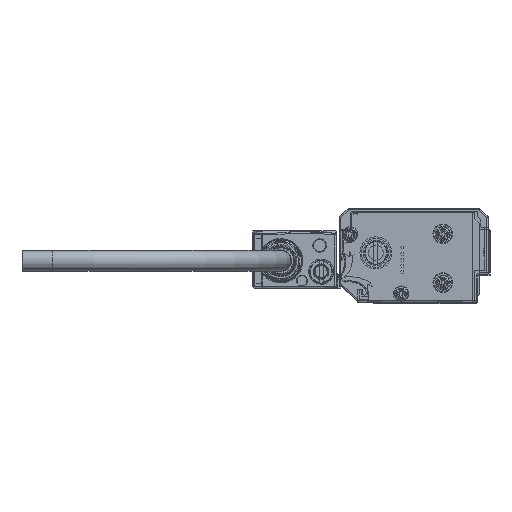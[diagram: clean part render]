
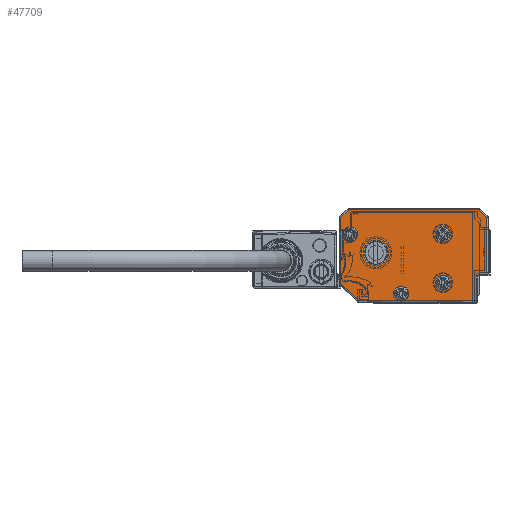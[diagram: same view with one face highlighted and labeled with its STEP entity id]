
A CAD part, left-side view. The second image highlights one B-rep face of the part: STEP entity #47709.
In plain terms, the highlighted planar face has unit normal (-1, 0, 0).
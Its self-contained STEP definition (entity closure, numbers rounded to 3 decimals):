
#47494=AXIS2_PLACEMENT_3D('Circle Axis2P3D',#47492,#47493,$) ;
#47522=AXIS2_PLACEMENT_3D('Circle Axis2P3D',#47520,#47521,$) ;
#47537=AXIS2_PLACEMENT_3D('Plane Axis2P3D',#47534,#47535,#47536) ;
#47541=AXIS2_PLACEMENT_3D('Circle Axis2P3D',#47539,#47540,$) ;
#47548=AXIS2_PLACEMENT_3D('Circle Axis2P3D',#47546,#47547,$) ;
#47555=AXIS2_PLACEMENT_3D('Circle Axis2P3D',#47553,#47554,$) ;
#47567=AXIS2_PLACEMENT_3D('Circle Axis2P3D',#47565,#47566,$) ;
#47639=AXIS2_PLACEMENT_3D('Circle Axis2P3D',#47637,#47638,$) ;
#47648=AXIS2_PLACEMENT_3D('Circle Axis2P3D',#47646,#47647,$) ;
#47657=AXIS2_PLACEMENT_3D('Circle Axis2P3D',#47655,#47656,$) ;
#47666=AXIS2_PLACEMENT_3D('Circle Axis2P3D',#47664,#47665,$) ;
#47675=AXIS2_PLACEMENT_3D('Circle Axis2P3D',#47673,#47674,$) ;
#47684=AXIS2_PLACEMENT_3D('Circle Axis2P3D',#47682,#47683,$) ;
#47693=AXIS2_PLACEMENT_3D('Circle Axis2P3D',#47691,#47692,$) ;
#47702=AXIS2_PLACEMENT_3D('Circle Axis2P3D',#47700,#47701,$) ;
#39574=CARTESIAN_POINT('Vertex',(-2173.,8.4,-1.)) ;
#39576=CARTESIAN_POINT('Vertex',(-2173.,7.,-1.)) ;
#39579=CARTESIAN_POINT('Line Origine',(-2173.,3.5,-1.)) ;
#39583=CARTESIAN_POINT('Vertex',(-2173.,21.793,-1.)) ;
#39595=CARTESIAN_POINT('Vertex',(-2173.,-17.,-1.)) ;
#39598=CARTESIAN_POINT('Line Origine',(-2173.,3.5,-1.)) ;
#47492=CARTESIAN_POINT('Axis2P3D Location',(-2173.,7.7,1.4)) ;
#47496=CARTESIAN_POINT('Vertex',(-2173.,5.2,1.4)) ;
#47517=CARTESIAN_POINT('Vertex',(-2173.,9.894,0.201)) ;
#47520=CARTESIAN_POINT('Axis2P3D Location',(-2173.,7.7,1.4)) ;
#47534=CARTESIAN_POINT('Axis2P3D Location',(-2173.,-21.5,13.5)) ;
#47539=CARTESIAN_POINT('Axis2P3D Location',(-2173.,7.7,1.4)) ;
#47543=CARTESIAN_POINT('Vertex',(-2173.,10.2,1.4)) ;
#47546=CARTESIAN_POINT('Axis2P3D Location',(-2173.,7.7,1.4)) ;
#47550=CARTESIAN_POINT('Vertex',(-2173.,5.506,2.599)) ;
#47553=CARTESIAN_POINT('Axis2P3D Location',(-2173.,7.7,1.4)) ;
#47558=CARTESIAN_POINT('Line Origine',(-2173.,-17.,3.1)) ;
#47562=CARTESIAN_POINT('Vertex',(-2173.,-17.,7.2)) ;
#47565=CARTESIAN_POINT('Axis2P3D Location',(-2173.,-18.,7.2)) ;
#47569=CARTESIAN_POINT('Vertex',(-2173.,-18.,8.2)) ;
#47572=CARTESIAN_POINT('Line Origine',(-2173.,-19.25,8.2)) ;
#47576=CARTESIAN_POINT('Vertex',(-2173.,-20.5,8.2)) ;
#47579=CARTESIAN_POINT('Line Origine',(-2173.,-20.5,17.246)) ;
#47583=CARTESIAN_POINT('Vertex',(-2173.,-20.5,26.293)) ;
#47586=CARTESIAN_POINT('Line Origine',(-2173.,-19.146,27.646)) ;
#47590=CARTESIAN_POINT('Vertex',(-2173.,-17.793,29.)) ;
#47593=CARTESIAN_POINT('Line Origine',(-2173.,3.5,29.)) ;
#47597=CARTESIAN_POINT('Vertex',(-2173.,24.793,29.)) ;
#47600=CARTESIAN_POINT('Line Origine',(-2173.,26.146,27.646)) ;
#47604=CARTESIAN_POINT('Vertex',(-2173.,27.5,26.293)) ;
#47607=CARTESIAN_POINT('Line Origine',(-2173.,27.5,15.5)) ;
#47611=CARTESIAN_POINT('Vertex',(-2173.,27.5,4.707)) ;
#47614=CARTESIAN_POINT('Line Origine',(-2173.,24.646,1.854)) ;
#47637=CARTESIAN_POINT('Axis2P3D Location',(-2173.,-6.,5.)) ;
#47641=CARTESIAN_POINT('Vertex',(-2173.,-3.806,3.801)) ;
#47643=CARTESIAN_POINT('Vertex',(-2173.,-8.194,6.199)) ;
#47646=CARTESIAN_POINT('Axis2P3D Location',(-2173.,-6.,5.)) ;
#47655=CARTESIAN_POINT('Axis2P3D Location',(-2173.,16.,14.8)) ;
#47659=CARTESIAN_POINT('Vertex',(-2173.,11.85,14.8)) ;
#47661=CARTESIAN_POINT('Vertex',(-2173.,20.15,14.8)) ;
#47664=CARTESIAN_POINT('Axis2P3D Location',(-2173.,16.,14.8)) ;
#47673=CARTESIAN_POINT('Axis2P3D Location',(-2173.,-6.,21.)) ;
#47677=CARTESIAN_POINT('Vertex',(-2173.,-8.194,22.199)) ;
#47679=CARTESIAN_POINT('Vertex',(-2173.,-3.806,19.801)) ;
#47682=CARTESIAN_POINT('Axis2P3D Location',(-2173.,-6.,21.)) ;
#47691=CARTESIAN_POINT('Axis2P3D Location',(-2173.,24.5,20.9)) ;
#47695=CARTESIAN_POINT('Vertex',(-2173.,22.306,22.099)) ;
#47697=CARTESIAN_POINT('Vertex',(-2173.,26.694,19.701)) ;
#47700=CARTESIAN_POINT('Axis2P3D Location',(-2173.,24.5,20.9)) ;
#39580=DIRECTION('Vector Direction',(0.,1.,0.)) ;
#39599=DIRECTION('Vector Direction',(0.,1.,0.)) ;
#47493=DIRECTION('Axis2P3D Direction',(-1.,0.,0.)) ;
#47521=DIRECTION('Axis2P3D Direction',(-1.,0.,0.)) ;
#47535=DIRECTION('Axis2P3D Direction',(1.,0.,0.)) ;
#47536=DIRECTION('Axis2P3D XDirection',(0.,1.,0.)) ;
#47540=DIRECTION('Axis2P3D Direction',(1.,0.,0.)) ;
#47547=DIRECTION('Axis2P3D Direction',(1.,0.,0.)) ;
#47554=DIRECTION('Axis2P3D Direction',(1.,0.,0.)) ;
#47559=DIRECTION('Vector Direction',(0.,0.,1.)) ;
#47566=DIRECTION('Axis2P3D Direction',(1.,0.,0.)) ;
#47573=DIRECTION('Vector Direction',(0.,-1.,0.)) ;
#47580=DIRECTION('Vector Direction',(0.,0.,1.)) ;
#47587=DIRECTION('Vector Direction',(0.,-0.707,-0.707)) ;
#47594=DIRECTION('Vector Direction',(0.,1.,0.)) ;
#47601=DIRECTION('Vector Direction',(0.,0.707,-0.707)) ;
#47608=DIRECTION('Vector Direction',(0.,0.,-1.)) ;
#47615=DIRECTION('Vector Direction',(0.,-0.707,-0.707)) ;
#47638=DIRECTION('Axis2P3D Direction',(1.,0.,0.)) ;
#47647=DIRECTION('Axis2P3D Direction',(1.,0.,0.)) ;
#47656=DIRECTION('Axis2P3D Direction',(1.,0.,0.)) ;
#47665=DIRECTION('Axis2P3D Direction',(1.,0.,0.)) ;
#47674=DIRECTION('Axis2P3D Direction',(1.,0.,0.)) ;
#47683=DIRECTION('Axis2P3D Direction',(1.,0.,0.)) ;
#47692=DIRECTION('Axis2P3D Direction',(1.,0.,0.)) ;
#47701=DIRECTION('Axis2P3D Direction',(1.,0.,0.)) ;
#39581=VECTOR('Line Direction',#39580,1.) ;
#39600=VECTOR('Line Direction',#39599,1.) ;
#47560=VECTOR('Line Direction',#47559,1.) ;
#47574=VECTOR('Line Direction',#47573,1.) ;
#47581=VECTOR('Line Direction',#47580,1.) ;
#47588=VECTOR('Line Direction',#47587,1.) ;
#47595=VECTOR('Line Direction',#47594,1.) ;
#47602=VECTOR('Line Direction',#47601,1.) ;
#47609=VECTOR('Line Direction',#47608,1.) ;
#47616=VECTOR('Line Direction',#47615,1.) ;
#47620=ORIENTED_EDGE('',*,*,#47524,.T.) ;
#47621=ORIENTED_EDGE('',*,*,#47545,.T.) ;
#47622=ORIENTED_EDGE('',*,*,#47552,.T.) ;
#47623=ORIENTED_EDGE('',*,*,#47557,.T.) ;
#47624=ORIENTED_EDGE('',*,*,#47498,.T.) ;
#47625=ORIENTED_EDGE('',*,*,#39602,.F.) ;
#47626=ORIENTED_EDGE('',*,*,#47564,.F.) ;
#47627=ORIENTED_EDGE('',*,*,#47571,.F.) ;
#47628=ORIENTED_EDGE('',*,*,#47578,.F.) ;
#47629=ORIENTED_EDGE('',*,*,#47585,.F.) ;
#47630=ORIENTED_EDGE('',*,*,#47592,.F.) ;
#47631=ORIENTED_EDGE('',*,*,#47599,.F.) ;
#47632=ORIENTED_EDGE('',*,*,#47606,.F.) ;
#47633=ORIENTED_EDGE('',*,*,#47613,.F.) ;
#47634=ORIENTED_EDGE('',*,*,#47618,.F.) ;
#47635=ORIENTED_EDGE('',*,*,#39585,.F.) ;
#47652=ORIENTED_EDGE('',*,*,#47645,.T.) ;
#47653=ORIENTED_EDGE('',*,*,#47650,.T.) ;
#47670=ORIENTED_EDGE('',*,*,#47663,.T.) ;
#47671=ORIENTED_EDGE('',*,*,#47668,.T.) ;
#47688=ORIENTED_EDGE('',*,*,#47681,.T.) ;
#47689=ORIENTED_EDGE('',*,*,#47686,.T.) ;
#47706=ORIENTED_EDGE('',*,*,#47699,.T.) ;
#47707=ORIENTED_EDGE('',*,*,#47704,.T.) ;
#47654=FACE_BOUND('',#47651,.T.) ;
#47672=FACE_BOUND('',#47669,.T.) ;
#47690=FACE_BOUND('',#47687,.T.) ;
#47708=FACE_BOUND('',#47705,.T.) ;
#47709=ADVANCED_FACE('\X2\FF8AFF9FFF70FF82\X0\ \X2\FF8EFF9EFF83FF9EFF68FF70\X0\',(#47636,#47654,#47672,#47690,#47708),#47538,.F.) ;
#47495=CIRCLE('generated circle',#47494,2.5) ;
#47523=CIRCLE('generated circle',#47522,2.5) ;
#47542=CIRCLE('generated circle',#47541,2.5) ;
#47549=CIRCLE('generated circle',#47548,2.5) ;
#47556=CIRCLE('generated circle',#47555,2.5) ;
#47568=CIRCLE('generated circle',#47567,1.) ;
#47640=CIRCLE('generated circle',#47639,2.5) ;
#47649=CIRCLE('generated circle',#47648,2.5) ;
#47658=CIRCLE('generated circle',#47657,4.15) ;
#47667=CIRCLE('generated circle',#47666,4.15) ;
#47676=CIRCLE('generated circle',#47675,2.5) ;
#47685=CIRCLE('generated circle',#47684,2.5) ;
#47694=CIRCLE('generated circle',#47693,2.5) ;
#47703=CIRCLE('generated circle',#47702,2.5) ;
#39585=EDGE_CURVE('',#39575,#39584,#39582,.T.) ;
#39602=EDGE_CURVE('',#39596,#39577,#39601,.T.) ;
#47498=EDGE_CURVE('',#47497,#39577,#47495,.F.) ;
#47524=EDGE_CURVE('',#39575,#47518,#47523,.F.) ;
#47545=EDGE_CURVE('',#47518,#47544,#47542,.T.) ;
#47552=EDGE_CURVE('',#47544,#47551,#47549,.T.) ;
#47557=EDGE_CURVE('',#47551,#47497,#47556,.T.) ;
#47564=EDGE_CURVE('',#47563,#39596,#47561,.F.) ;
#47571=EDGE_CURVE('',#47570,#47563,#47568,.F.) ;
#47578=EDGE_CURVE('',#47577,#47570,#47575,.F.) ;
#47585=EDGE_CURVE('',#47584,#47577,#47582,.F.) ;
#47592=EDGE_CURVE('',#47591,#47584,#47589,.T.) ;
#47599=EDGE_CURVE('',#47598,#47591,#47596,.F.) ;
#47606=EDGE_CURVE('',#47605,#47598,#47603,.F.) ;
#47613=EDGE_CURVE('',#47612,#47605,#47610,.F.) ;
#47618=EDGE_CURVE('',#39584,#47612,#47617,.F.) ;
#47645=EDGE_CURVE('',#47642,#47644,#47640,.T.) ;
#47650=EDGE_CURVE('',#47644,#47642,#47649,.T.) ;
#47663=EDGE_CURVE('',#47660,#47662,#47658,.T.) ;
#47668=EDGE_CURVE('',#47662,#47660,#47667,.T.) ;
#47681=EDGE_CURVE('',#47678,#47680,#47676,.T.) ;
#47686=EDGE_CURVE('',#47680,#47678,#47685,.T.) ;
#47699=EDGE_CURVE('',#47696,#47698,#47694,.T.) ;
#47704=EDGE_CURVE('',#47698,#47696,#47703,.T.) ;
#47619=EDGE_LOOP('',(#47620,#47621,#47622,#47623,#47624,#47625,#47626,#47627,#47628,#47629,#47630,#47631,#47632,#47633,#47634,#47635)) ;
#47651=EDGE_LOOP('',(#47652,#47653)) ;
#47669=EDGE_LOOP('',(#47670,#47671)) ;
#47687=EDGE_LOOP('',(#47688,#47689)) ;
#47705=EDGE_LOOP('',(#47706,#47707)) ;
#47636=FACE_OUTER_BOUND('',#47619,.T.) ;
#39582=LINE('Line',#39579,#39581) ;
#39601=LINE('Line',#39598,#39600) ;
#47561=LINE('Line',#47558,#47560) ;
#47575=LINE('Line',#47572,#47574) ;
#47582=LINE('Line',#47579,#47581) ;
#47589=LINE('Line',#47586,#47588) ;
#47596=LINE('Line',#47593,#47595) ;
#47603=LINE('Line',#47600,#47602) ;
#47610=LINE('Line',#47607,#47609) ;
#47617=LINE('Line',#47614,#47616) ;
#47538=PLANE('Plane',#47537) ;
#39575=VERTEX_POINT('',#39574) ;
#39577=VERTEX_POINT('',#39576) ;
#39584=VERTEX_POINT('',#39583) ;
#39596=VERTEX_POINT('',#39595) ;
#47497=VERTEX_POINT('',#47496) ;
#47518=VERTEX_POINT('',#47517) ;
#47544=VERTEX_POINT('',#47543) ;
#47551=VERTEX_POINT('',#47550) ;
#47563=VERTEX_POINT('',#47562) ;
#47570=VERTEX_POINT('',#47569) ;
#47577=VERTEX_POINT('',#47576) ;
#47584=VERTEX_POINT('',#47583) ;
#47591=VERTEX_POINT('',#47590) ;
#47598=VERTEX_POINT('',#47597) ;
#47605=VERTEX_POINT('',#47604) ;
#47612=VERTEX_POINT('',#47611) ;
#47642=VERTEX_POINT('',#47641) ;
#47644=VERTEX_POINT('',#47643) ;
#47660=VERTEX_POINT('',#47659) ;
#47662=VERTEX_POINT('',#47661) ;
#47678=VERTEX_POINT('',#47677) ;
#47680=VERTEX_POINT('',#47679) ;
#47696=VERTEX_POINT('',#47695) ;
#47698=VERTEX_POINT('',#47697) ;
